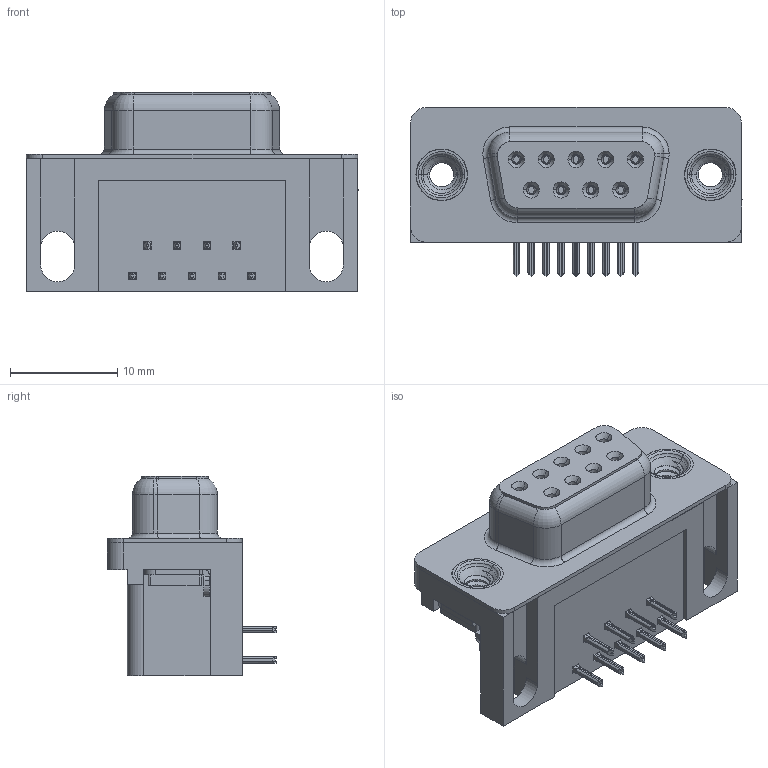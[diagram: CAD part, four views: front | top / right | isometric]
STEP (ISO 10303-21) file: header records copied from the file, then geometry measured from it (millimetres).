
FILE_DESCRIPTION (( 'STEP AP203' ), '1' );
FILE_NAME ('MHDR-09FNS-C1.STEP', '2025-12-10T20:54:38', ( '' ), ( '' ), 'SwSTEP 2.0', 'SolidWorks 2023', '' );
FILE_SCHEMA (( 'CONFIG_CONTROL_DESIGN' ));
Length unit declared in the file: millimetre
Products named in the file (7): MHDR Socket Bottom; MHDR-09FNS-C1; MHDR Shell_9 Socket; MHDR Contact Top; MHDR Housing_9 Socket; MHDR Non Board Mount; MHDR 4-40 Threaded Rivet
Assembly tree (15 placements, depth 2):
  MHDR-09FNS-C1
    MHDR Housing_9 Socket
    MHDR Shell_9 Socket
    MHDR Socket Bottom  x4
    MHDR Contact Top  x5
    MHDR Non Board Mount  x2
    MHDR 4-40 Threaded Rivet  x2
Bounding box: 30.89 x 15.73 x 18.6 mm (x, y, z)
Volume: 3774.6 mm3; surface area: 4936.3 mm2
Topology: 15 solids, 15 shells, 1568 faces, 4114 edges, 2588 vertices
Faces by surface type: plane 684, cylinder 412, bspline 314, cone 120, torus 38
Entity records: 23787 total; most frequent: CARTESIAN_POINT 8580, ORIENTED_EDGE 3118, DIRECTION 2714, EDGE_CURVE 1559, VERTEX_POINT 990, VECTOR 916, LINE 916, AXIS2_PLACEMENT_3D 899
